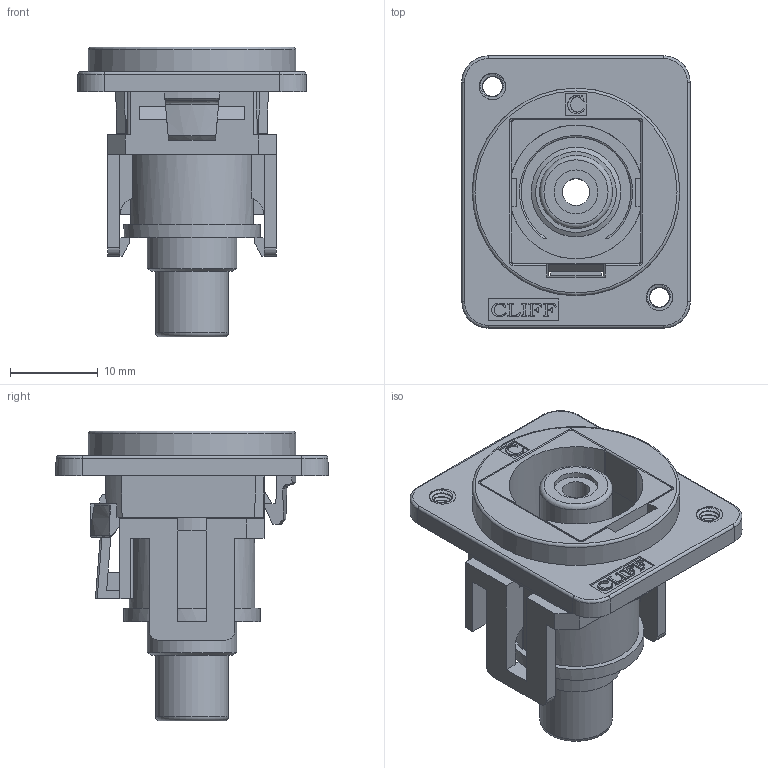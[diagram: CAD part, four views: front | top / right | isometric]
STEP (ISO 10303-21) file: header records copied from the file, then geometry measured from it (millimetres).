
FILE_DESCRIPTION(/* description */ (''),/* implementation_level */ '2;1');
FILE_NAME(/* name */ 'CP30232M3B YELLOW RCA M3.stp',/* time_stamp */ '2025-04-11T10:23:27+01:00',/* author */ ('tottley'),/* organization */ (''),/* preprocessor_version */ 'ST-DEVELOPER v20',/* originating_system */ 'Autodesk Inventor 2025',/* authorisation */ '');
FILE_SCHEMA (('AUTOMOTIVE_DESIGN { 1 0 10303 214 3 1 1 }'));
Length unit declared in the file: millimetre
Products named in the file (1): CP30230 RED RCA CSK
Bounding box: 26 x 31 x 33 mm (x, y, z)
Volume: 6240.2 mm3; surface area: 6626.6 mm2
Topology: 3 solids, 3 shells, 433 faces, 1243 edges, 808 vertices
Faces by surface type: plane 253, cylinder 82, bspline 75, cone 12, torus 11
Full cylindrical faces by diameter (mm): 2.259 x2, 3 x4, 3.1 x1, 5 x2, 8.3 x2, 10.2 x2, 15.5 x1
Entity records: 18887 total; most frequent: CARTESIAN_POINT 7453, ORIENTED_EDGE 2486, DIRECTION 1965, EDGE_CURVE 1243, LINE 819, VECTOR 819, VERTEX_POINT 808, AXIS2_PLACEMENT_3D 573
